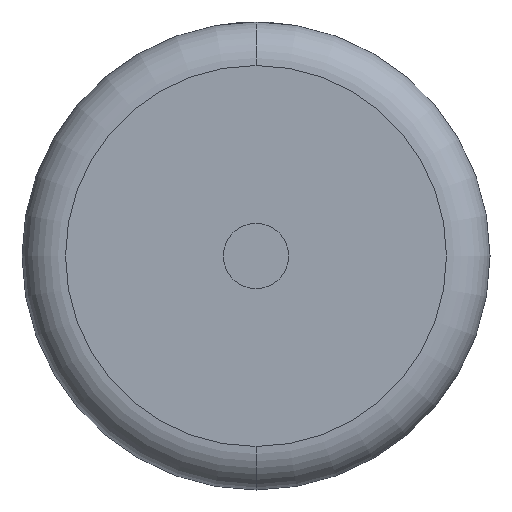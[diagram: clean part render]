
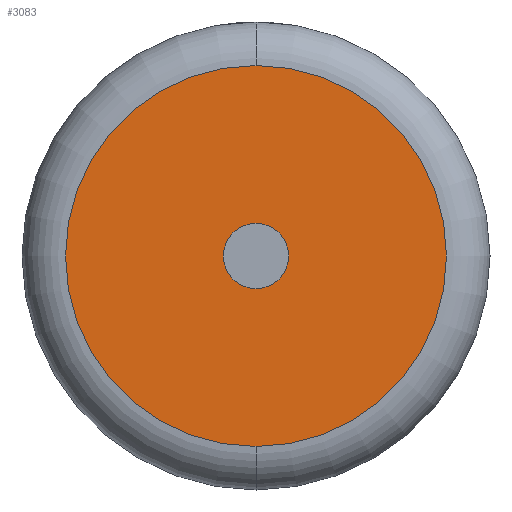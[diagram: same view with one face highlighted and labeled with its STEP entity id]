
A CAD part, front view. The second image highlights one B-rep face of the part: STEP entity #3083.
In plain terms, the highlighted planar face has unit normal (0, -1, 0).
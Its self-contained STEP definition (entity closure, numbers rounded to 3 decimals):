
#47 = FACE_BOUND ( 'NONE', #3242, .T. ) ;
#291 = CARTESIAN_POINT ( 'NONE',  ( 0., 0., 0. ) ) ;
#372 = CARTESIAN_POINT ( 'NONE',  ( 0., 0., 0. ) ) ;
#400 = FACE_OUTER_BOUND ( 'NONE', #2637, .T. ) ;
#575 = DIRECTION ( 'NONE',  ( 0., -1., 0. ) ) ;
#688 = DIRECTION ( 'NONE',  ( 0., 0., 1. ) ) ;
#777 = ORIENTED_EDGE ( 'NONE', *, *, #3728, .T. ) ;
#780 = DIRECTION ( 'NONE',  ( 0., 0., 1. ) ) ;
#924 = AXIS2_PLACEMENT_3D ( 'NONE', #3999, #575, #3265 ) ;
#971 = AXIS2_PLACEMENT_3D ( 'NONE', #1300, #3991, #2887 ) ;
#1300 = CARTESIAN_POINT ( 'NONE',  ( 0., 0., 0. ) ) ;
#1515 = EDGE_CURVE ( 'NONE', #2747, #4171, #1929, .T. ) ;
#1516 = ORIENTED_EDGE ( 'NONE', *, *, #4526, .T. ) ;
#1567 = CIRCLE ( 'NONE', #2059, 6. ) ;
#1755 = CARTESIAN_POINT ( 'NONE',  ( 0., 0., 35.002 ) ) ;
#1815 = ORIENTED_EDGE ( 'NONE', *, *, #1515, .F. ) ;
#1881 = CIRCLE ( 'NONE', #924, 35.002 ) ;
#1897 = VERTEX_POINT ( 'NONE', #4170 ) ;
#1929 = CIRCLE ( 'NONE', #3071, 6. ) ;
#2059 = AXIS2_PLACEMENT_3D ( 'NONE', #291, #3065, #780 ) ;
#2423 = VERTEX_POINT ( 'NONE', #1755 ) ;
#2544 = CIRCLE ( 'NONE', #2703, 35.002 ) ;
#2637 = EDGE_LOOP ( 'NONE', ( #1516, #777 ) ) ;
#2703 = AXIS2_PLACEMENT_3D ( 'NONE', #372, #3472, #688 ) ;
#2737 = DIRECTION ( 'NONE',  ( 0., -1., 0. ) ) ;
#2747 = VERTEX_POINT ( 'NONE', #3360 ) ;
#2887 = DIRECTION ( 'NONE',  ( 0., 0., 1. ) ) ;
#3065 = DIRECTION ( 'NONE',  ( 0., -1., 0. ) ) ;
#3071 = AXIS2_PLACEMENT_3D ( 'NONE', #4647, #2737, #3893 ) ;
#3083 = ADVANCED_FACE ( 'NONE', ( #400, #47 ), #4631, .F. ) ;
#3242 = EDGE_LOOP ( 'NONE', ( #1815, #4268 ) ) ;
#3265 = DIRECTION ( 'NONE',  ( 0., 0., 1. ) ) ;
#3360 = CARTESIAN_POINT ( 'NONE',  ( 0., 0., 6. ) ) ;
#3472 = DIRECTION ( 'NONE',  ( 0., -1., 0. ) ) ;
#3728 = EDGE_CURVE ( 'NONE', #1897, #2423, #2544, .T. ) ;
#3893 = DIRECTION ( 'NONE',  ( 0., 0., 1. ) ) ;
#3991 = DIRECTION ( 'NONE',  ( 0., 1., 0. ) ) ;
#3999 = CARTESIAN_POINT ( 'NONE',  ( 0., 0., 0. ) ) ;
#4170 = CARTESIAN_POINT ( 'NONE',  ( 0., 0., -35.002 ) ) ;
#4171 = VERTEX_POINT ( 'NONE', #4619 ) ;
#4268 = ORIENTED_EDGE ( 'NONE', *, *, #4822, .F. ) ;
#4526 = EDGE_CURVE ( 'NONE', #2423, #1897, #1881, .T. ) ;
#4619 = CARTESIAN_POINT ( 'NONE',  ( 0., 0., -6. ) ) ;
#4631 = PLANE ( 'NONE',  #971 ) ;
#4647 = CARTESIAN_POINT ( 'NONE',  ( 0., 0., 0. ) ) ;
#4822 = EDGE_CURVE ( 'NONE', #4171, #2747, #1567, .T. ) ;
